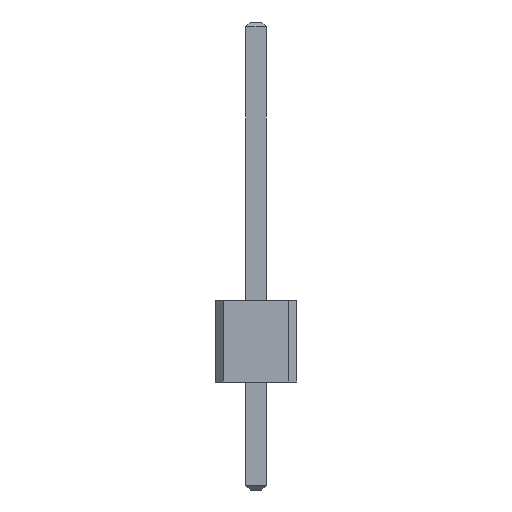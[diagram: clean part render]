
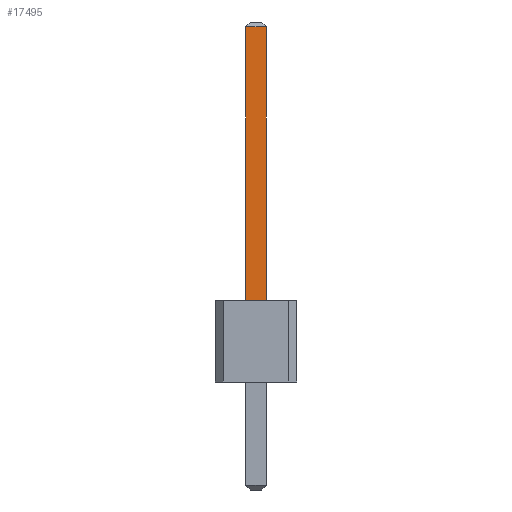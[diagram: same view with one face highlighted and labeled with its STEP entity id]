
A CAD part, front view. The second image highlights one B-rep face of the part: STEP entity #17495.
In plain terms, the highlighted planar face has unit normal (0, -1, 0).
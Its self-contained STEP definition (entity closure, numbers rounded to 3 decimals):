
#100 = PLANE('',#101);
#101 = AXIS2_PLACEMENT_3D('',#102,#103,#104);
#102 = CARTESIAN_POINT('',(-1.25,1.02,2.5));
#103 = DIRECTION('',(0.,0.,-1.));
#104 = DIRECTION('',(0.,1.,0.));
#8226 = VERTEX_POINT('',#8227);
#8227 = CARTESIAN_POINT('',(-0.32,-40.96,2.5));
#8240 = PLANE('',#8241);
#8241 = AXIS2_PLACEMENT_3D('',#8242,#8243,#8244);
#8242 = CARTESIAN_POINT('',(-0.32,-40.32,-3.3));
#8243 = DIRECTION('',(1.,0.,0.));
#8244 = DIRECTION('',(0.,-1.,0.));
#8251 = EDGE_CURVE('',#8226,#8252,#8254,.T.);
#8252 = VERTEX_POINT('',#8253);
#8253 = CARTESIAN_POINT('',(0.32,-40.96,2.5));
#8254 = SURFACE_CURVE('',#8255,(#8259,#8265),.PCURVE_S1.);
#8255 = LINE('',#8256,#8257);
#8256 = CARTESIAN_POINT('',(-0.785,-40.96,2.5));
#8257 = VECTOR('',#8258,1.);
#8258 = DIRECTION('',(1.,0.,0.));
#8259 = PCURVE('',#100,#8260);
#8260 = DEFINITIONAL_REPRESENTATION('',(#8261),#8264);
#8261 = B_SPLINE_CURVE_WITH_KNOTS('',1,(#8262,#8263),.UNSPECIFIED.,.F.,
  .F.,(2,2),(0.401,1.169),.PIECEWISE_BEZIER_KNOTS.);
#8262 = CARTESIAN_POINT('',(-41.98,0.866));
#8263 = CARTESIAN_POINT('',(-41.98,1.634));
#8264 = ( GEOMETRIC_REPRESENTATION_CONTEXT(2) 
PARAMETRIC_REPRESENTATION_CONTEXT() REPRESENTATION_CONTEXT('2D SPACE',''
  ) );
#8265 = PCURVE('',#8266,#8271);
#8266 = PLANE('',#8267);
#8267 = AXIS2_PLACEMENT_3D('',#8268,#8269,#8270);
#8268 = CARTESIAN_POINT('',(-0.32,-40.96,-3.3));
#8269 = DIRECTION('',(0.,1.,0.));
#8270 = DIRECTION('',(1.,0.,0.));
#8271 = DEFINITIONAL_REPRESENTATION('',(#8272),#8275);
#8272 = B_SPLINE_CURVE_WITH_KNOTS('',1,(#8273,#8274),.UNSPECIFIED.,.F.,
  .F.,(2,2),(0.401,1.169),.PIECEWISE_BEZIER_KNOTS.);
#8273 = CARTESIAN_POINT('',(-0.064,-5.8));
#8274 = CARTESIAN_POINT('',(0.704,-5.8));
#8275 = ( GEOMETRIC_REPRESENTATION_CONTEXT(2) 
PARAMETRIC_REPRESENTATION_CONTEXT() REPRESENTATION_CONTEXT('2D SPACE',''
  ) );
#8290 = PLANE('',#8291);
#8291 = AXIS2_PLACEMENT_3D('',#8292,#8293,#8294);
#8292 = CARTESIAN_POINT('',(0.32,-40.96,-3.3));
#8293 = DIRECTION('',(-1.,0.,0.));
#8294 = DIRECTION('',(0.,1.,0.));
#17446 = EDGE_CURVE('',#8252,#17447,#17449,.T.);
#17447 = VERTEX_POINT('',#17448);
#17448 = CARTESIAN_POINT('',(0.32,-40.96,10.85));
#17449 = SURFACE_CURVE('',#17450,(#17454,#17461),.PCURVE_S1.);
#17450 = LINE('',#17451,#17452);
#17451 = CARTESIAN_POINT('',(0.32,-40.96,-3.3));
#17452 = VECTOR('',#17453,1.);
#17453 = DIRECTION('',(0.,0.,1.));
#17454 = PCURVE('',#8290,#17455);
#17455 = DEFINITIONAL_REPRESENTATION('',(#17456),#17460);
#17456 = LINE('',#17457,#17458);
#17457 = CARTESIAN_POINT('',(0.,0.));
#17458 = VECTOR('',#17459,1.);
#17459 = DIRECTION('',(0.,-1.));
#17460 = ( GEOMETRIC_REPRESENTATION_CONTEXT(2) 
PARAMETRIC_REPRESENTATION_CONTEXT() REPRESENTATION_CONTEXT('2D SPACE',''
  ) );
#17461 = PCURVE('',#8266,#17462);
#17462 = DEFINITIONAL_REPRESENTATION('',(#17463),#17467);
#17463 = LINE('',#17464,#17465);
#17464 = CARTESIAN_POINT('',(0.64,0.));
#17465 = VECTOR('',#17466,1.);
#17466 = DIRECTION('',(0.,-1.));
#17467 = ( GEOMETRIC_REPRESENTATION_CONTEXT(2) 
PARAMETRIC_REPRESENTATION_CONTEXT() REPRESENTATION_CONTEXT('2D SPACE',''
  ) );
#17495 = ADVANCED_FACE('',(#17496),#8266,.F.);
#17496 = FACE_BOUND('',#17497,.F.);
#17497 = EDGE_LOOP('',(#17498,#17499,#17522,#17548));
#17498 = ORIENTED_EDGE('',*,*,#8251,.F.);
#17499 = ORIENTED_EDGE('',*,*,#17500,.T.);
#17500 = EDGE_CURVE('',#8226,#17501,#17503,.T.);
#17501 = VERTEX_POINT('',#17502);
#17502 = CARTESIAN_POINT('',(-0.32,-40.96,10.85));
#17503 = SURFACE_CURVE('',#17504,(#17508,#17515),.PCURVE_S1.);
#17504 = LINE('',#17505,#17506);
#17505 = CARTESIAN_POINT('',(-0.32,-40.96,-3.3));
#17506 = VECTOR('',#17507,1.);
#17507 = DIRECTION('',(0.,0.,1.));
#17508 = PCURVE('',#8266,#17509);
#17509 = DEFINITIONAL_REPRESENTATION('',(#17510),#17514);
#17510 = LINE('',#17511,#17512);
#17511 = CARTESIAN_POINT('',(0.,0.));
#17512 = VECTOR('',#17513,1.);
#17513 = DIRECTION('',(0.,-1.));
#17514 = ( GEOMETRIC_REPRESENTATION_CONTEXT(2) 
PARAMETRIC_REPRESENTATION_CONTEXT() REPRESENTATION_CONTEXT('2D SPACE',''
  ) );
#17515 = PCURVE('',#8240,#17516);
#17516 = DEFINITIONAL_REPRESENTATION('',(#17517),#17521);
#17517 = LINE('',#17518,#17519);
#17518 = CARTESIAN_POINT('',(0.64,0.));
#17519 = VECTOR('',#17520,1.);
#17520 = DIRECTION('',(0.,-1.));
#17521 = ( GEOMETRIC_REPRESENTATION_CONTEXT(2) 
PARAMETRIC_REPRESENTATION_CONTEXT() REPRESENTATION_CONTEXT('2D SPACE',''
  ) );
#17522 = ORIENTED_EDGE('',*,*,#17523,.T.);
#17523 = EDGE_CURVE('',#17501,#17447,#17524,.T.);
#17524 = SURFACE_CURVE('',#17525,(#17529,#17536),.PCURVE_S1.);
#17525 = LINE('',#17526,#17527);
#17526 = CARTESIAN_POINT('',(-0.32,-40.96,10.85));
#17527 = VECTOR('',#17528,1.);
#17528 = DIRECTION('',(1.,0.,0.));
#17529 = PCURVE('',#8266,#17530);
#17530 = DEFINITIONAL_REPRESENTATION('',(#17531),#17535);
#17531 = LINE('',#17532,#17533);
#17532 = CARTESIAN_POINT('',(0.,-14.15));
#17533 = VECTOR('',#17534,1.);
#17534 = DIRECTION('',(1.,0.));
#17535 = ( GEOMETRIC_REPRESENTATION_CONTEXT(2) 
PARAMETRIC_REPRESENTATION_CONTEXT() REPRESENTATION_CONTEXT('2D SPACE',''
  ) );
#17536 = PCURVE('',#17537,#17542);
#17537 = PLANE('',#17538);
#17538 = AXIS2_PLACEMENT_3D('',#17539,#17540,#17541);
#17539 = CARTESIAN_POINT('',(-0.32,-40.885,10.925));
#17540 = DIRECTION('',(0.,-0.707,
    0.707));
#17541 = DIRECTION('',(-1.,0.,0.));
#17542 = DEFINITIONAL_REPRESENTATION('',(#17543),#17547);
#17543 = LINE('',#17544,#17545);
#17544 = CARTESIAN_POINT('',(0.,0.106));
#17545 = VECTOR('',#17546,1.);
#17546 = DIRECTION('',(-1.,0.));
#17547 = ( GEOMETRIC_REPRESENTATION_CONTEXT(2) 
PARAMETRIC_REPRESENTATION_CONTEXT() REPRESENTATION_CONTEXT('2D SPACE',''
  ) );
#17548 = ORIENTED_EDGE('',*,*,#17446,.F.);
